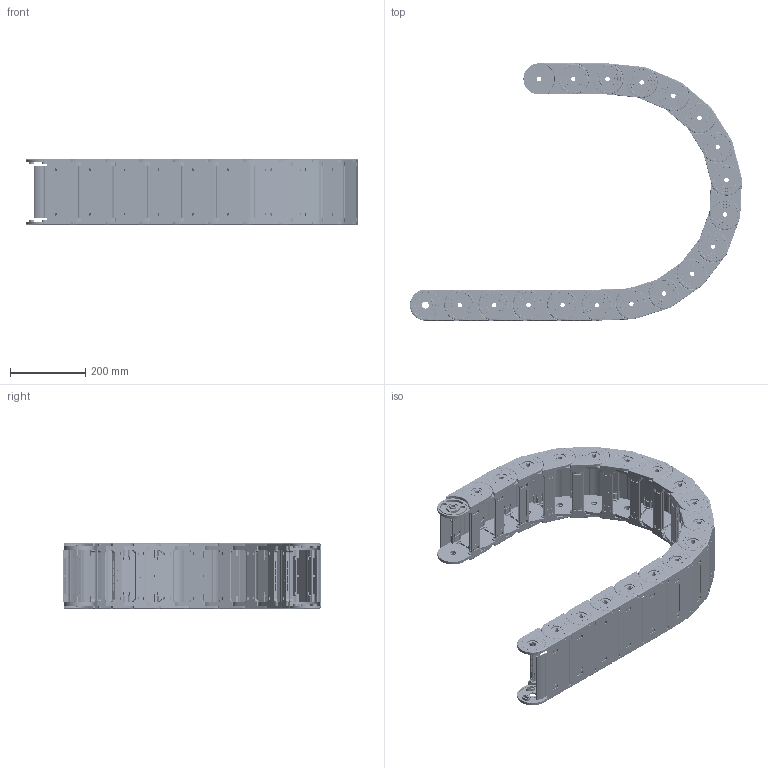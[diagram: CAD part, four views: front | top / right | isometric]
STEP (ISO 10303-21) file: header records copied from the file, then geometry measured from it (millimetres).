
FILE_DESCRIPTION (( 'STEP AP214' ), '1' );
FILE_NAME ('CK60-Y140-R300.STEP', '2019-09-06T11:55:05', ( '' ), ( '' ), 'SwSTEP 2.0', 'SolidWorks 2017', '' );
FILE_SCHEMA (( 'AUTOMOTIVE_DESIGN' ));
Length unit declared in the file: millimetre
Products named in the file (2): CK60-Y140-R300; CK60-Y140
Assembly tree (18 placements, depth 2):
  CK60-Y140-R300
    CK60-Y140  x18
Bounding box: 880.59 x 682.4 x 173.06 mm (x, y, z)
Volume: 4634805.1 mm3; surface area: 2718226.9 mm2
Topology: 72 solids, 72 shells, 17658 faces, 46746 edges, 30492 vertices
Faces by surface type: plane 8172, cylinder 5022, bspline 3816, torus 504, sphere 144
Entity records: 40616 total; most frequent: CARTESIAN_POINT 17807, ORIENTED_EDGE 5178, DIRECTION 4115, EDGE_CURVE 2589, VERTEX_POINT 1694, LINE 1495, VECTOR 1495, AXIS2_PLACEMENT_3D 1310
